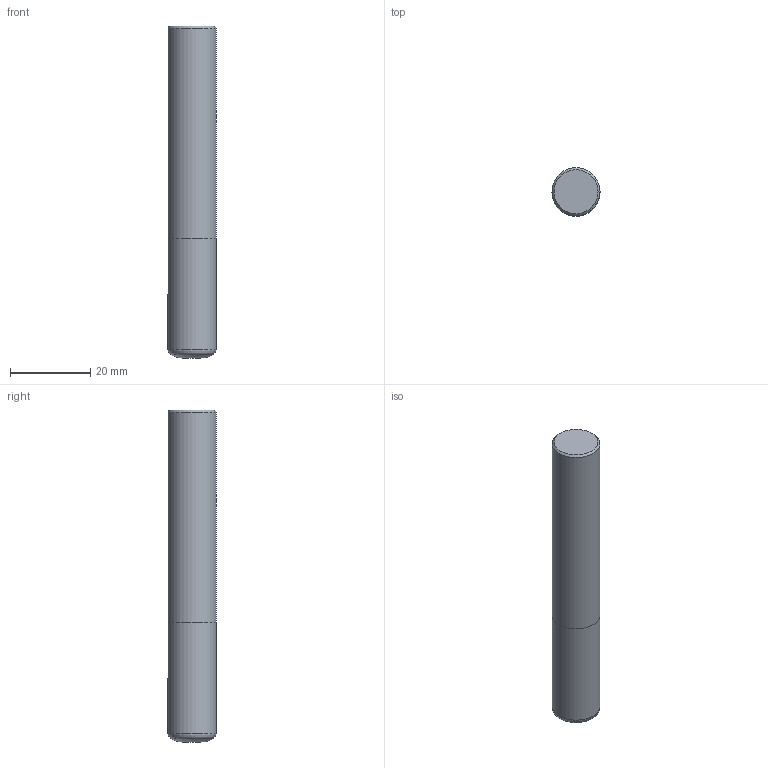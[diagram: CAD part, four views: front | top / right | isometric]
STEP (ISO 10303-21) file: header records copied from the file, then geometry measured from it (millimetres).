
FILE_DESCRIPTION(/* description */ (''),/* implementation_level */ '2;1');
FILE_NAME(/* name */ '1552658841819.stp',/* time_stamp */ '2019-03-15T15:07:39+01:00',/* author */ (''),/* organization */ ('SMS'),/* preprocessor_version */ 'ST-DEVELOPER v15',/* originating_system */ 'SIEMENS PLM Software NX 8.5',/* authorisation */ '');
FILE_SCHEMA (('AUTOMOTIVE_DESIGN { 1 0 10303 214 3 1 1 1 }'));
Length unit declared in the file: millimetre
Products named in the file (1): 201570371mod000_01
Bounding box: 12 x 12 x 83 mm (x, y, z)
Volume: 9328.6 mm3; surface area: 3524.9 mm2
Topology: 2 solids, 2 shells, 9 faces, 13 edges, 13 vertices
Faces by surface type: plane 4, cylinder 2, cone 1, torus 1, bspline 1
Full cylindrical faces by diameter (mm): 12 x2
Entity records: 289 total; most frequent: CARTESIAN_POINT 74, DIRECTION 38, AXIS2_PLACEMENT_3D 19, EDGE_LOOP 14, ORIENTED_EDGE 14, FACE_BOUND 10, STYLED_ITEM 10, PRESENTATION_STYLE_ASSIGNMENT 10
